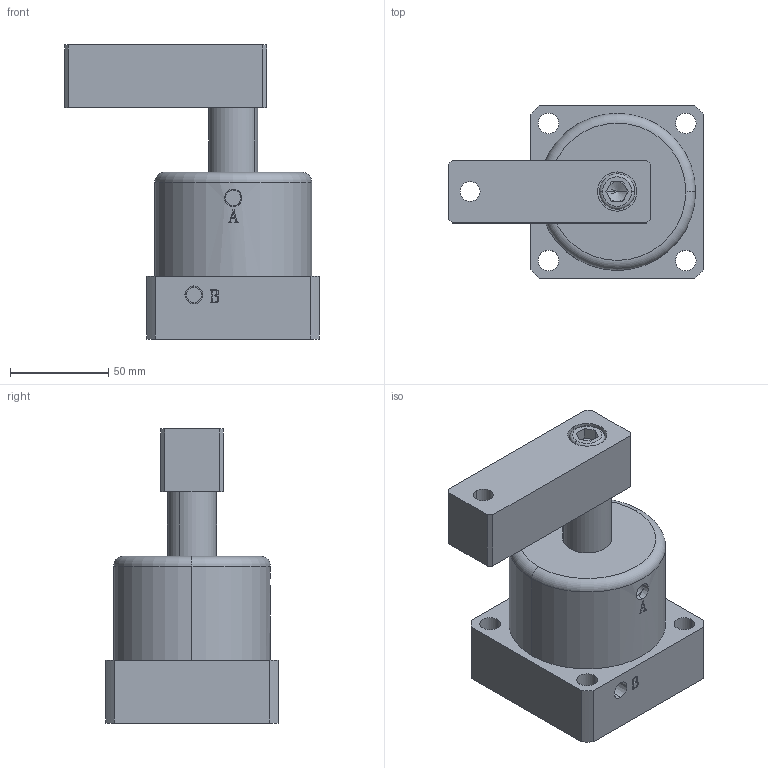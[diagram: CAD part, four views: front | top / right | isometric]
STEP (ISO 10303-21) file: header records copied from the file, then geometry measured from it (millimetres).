
FILE_DESCRIPTION (( 'STEP AP203' ), '1' );
FILE_NAME ('HNS-63.STEP', '2019-10-07T00:47:44', ( '微软用户' ), ( '微软中国' ), 'SwSTEP 2.0', 'SolidWorks 2012', '' );
FILE_SCHEMA (( 'CONFIG_CONTROL_DESIGN' ));
Length unit declared in the file: millimetre
Products named in the file (5): HNS-63; hexagon socket head cap screws gb_GB_FASTENER_SCREWS_HSHCS M12X20-N; HNS-63揤旋; HNS-63活塞杆; HNS-63掛极
Assembly tree (4 placements, depth 2):
  HNS-63
    HNS-63掛极
    HNS-63活塞杆
    HNS-63揤旋
    hexagon socket head cap screws gb_GB_FASTENER_SCREWS_HSHCS M12X20-N
Bounding box: 130 x 88 x 150 mm (x, y, z)
Volume: 524812.3 mm3; surface area: 94431 mm2
Topology: 4 solids, 4 shells, 159 faces, 383 edges, 246 vertices
Faces by surface type: plane 80, cylinder 39, bspline 16, cone 14, torus 10
Entity records: 5964 total; most frequent: CARTESIAN_POINT 1749, DIRECTION 763, ORIENTED_EDGE 758, EDGE_CURVE 379, AXIS2_PLACEMENT_3D 276, VERTEX_POINT 246, VECTOR 211, LINE 211
